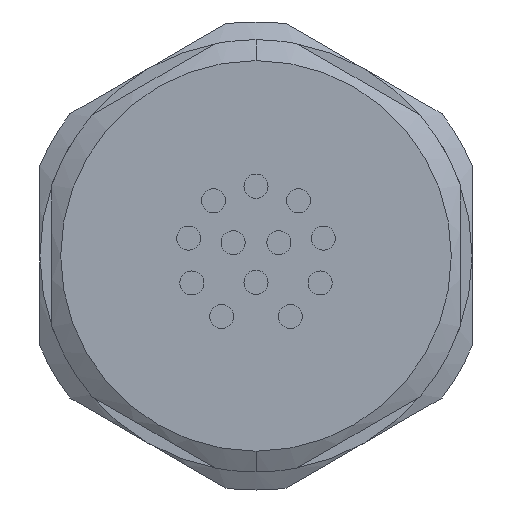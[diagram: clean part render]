
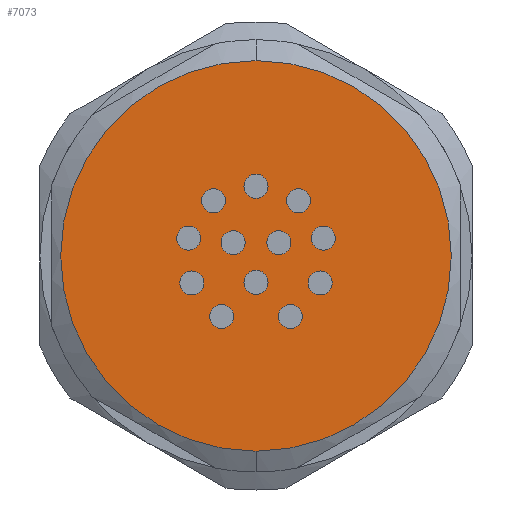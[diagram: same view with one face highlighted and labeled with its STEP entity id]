
A CAD part, left-side view. The second image highlights one B-rep face of the part: STEP entity #7073.
In plain terms, the highlighted planar face has unit normal (-1, 0, 0).
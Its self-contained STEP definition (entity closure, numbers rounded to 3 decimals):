
#834=CARTESIAN_POINT('',(0.,0.,0.));
#835=DIRECTION('',(-1.,0.,0.));
#836=DIRECTION('',(0.,0.,-1.));
#837=AXIS2_PLACEMENT_3D('',#834,#835,#836);
#839=CARTESIAN_POINT('',(0.,0.,0.));
#840=DIRECTION('',(-1.,0.,0.));
#841=DIRECTION('',(0.,0.,1.));
#842=AXIS2_PLACEMENT_3D('',#839,#840,#841);
#844=CARTESIAN_POINT('',(0.,2.672,-1.127));
#845=DIRECTION('',(1.,0.,0.));
#846=DIRECTION('',(0.,0.,1.));
#847=AXIS2_PLACEMENT_3D('',#844,#845,#846);
#849=CARTESIAN_POINT('',(0.,2.672,-1.127));
#850=DIRECTION('',(1.,0.,0.));
#851=DIRECTION('',(0.,0.,-1.));
#852=AXIS2_PLACEMENT_3D('',#849,#850,#851);
#854=CARTESIAN_POINT('',(0.,2.804,0.738));
#855=DIRECTION('',(1.,0.,0.));
#856=DIRECTION('',(0.,0.,1.));
#857=AXIS2_PLACEMENT_3D('',#854,#855,#856);
#859=CARTESIAN_POINT('',(0.,2.804,0.738));
#860=DIRECTION('',(1.,0.,0.));
#861=DIRECTION('',(0.,0.,-1.));
#862=AXIS2_PLACEMENT_3D('',#859,#860,#861);
#864=CARTESIAN_POINT('',(0.,1.77,2.297));
#865=DIRECTION('',(1.,0.,0.));
#866=DIRECTION('',(0.,0.,1.));
#867=AXIS2_PLACEMENT_3D('',#864,#865,#866);
#869=CARTESIAN_POINT('',(0.,1.77,2.297));
#870=DIRECTION('',(1.,0.,0.));
#871=DIRECTION('',(0.,0.,-1.));
#872=AXIS2_PLACEMENT_3D('',#869,#870,#871);
#874=CARTESIAN_POINT('',(0.,0.,2.9));
#875=DIRECTION('',(1.,0.,0.));
#876=DIRECTION('',(0.,0.,1.));
#877=AXIS2_PLACEMENT_3D('',#874,#875,#876);
#879=CARTESIAN_POINT('',(0.,0.,2.9));
#880=DIRECTION('',(1.,0.,0.));
#881=DIRECTION('',(0.,0.,-1.));
#882=AXIS2_PLACEMENT_3D('',#879,#880,#881);
#884=CARTESIAN_POINT('',(0.,-1.77,2.297));
#885=DIRECTION('',(1.,0.,0.));
#886=DIRECTION('',(0.,0.,1.));
#887=AXIS2_PLACEMENT_3D('',#884,#885,#886);
#889=CARTESIAN_POINT('',(0.,-1.77,2.297));
#890=DIRECTION('',(1.,0.,0.));
#891=DIRECTION('',(0.,0.,-1.));
#892=AXIS2_PLACEMENT_3D('',#889,#890,#891);
#894=CARTESIAN_POINT('',(0.,-2.804,0.738));
#895=DIRECTION('',(1.,0.,0.));
#896=DIRECTION('',(0.,0.,1.));
#897=AXIS2_PLACEMENT_3D('',#894,#895,#896);
#899=CARTESIAN_POINT('',(0.,-2.804,0.738));
#900=DIRECTION('',(1.,0.,0.));
#901=DIRECTION('',(0.,0.,-1.));
#902=AXIS2_PLACEMENT_3D('',#899,#900,#901);
#904=CARTESIAN_POINT('',(0.,-0.953,0.55));
#905=DIRECTION('',(1.,0.,0.));
#906=DIRECTION('',(0.,0.,1.));
#907=AXIS2_PLACEMENT_3D('',#904,#905,#906);
#909=CARTESIAN_POINT('',(0.,-0.953,0.55));
#910=DIRECTION('',(1.,0.,0.));
#911=DIRECTION('',(0.,0.,-1.));
#912=AXIS2_PLACEMENT_3D('',#909,#910,#911);
#914=CARTESIAN_POINT('',(0.,0.953,0.55));
#915=DIRECTION('',(1.,0.,0.));
#916=DIRECTION('',(0.,0.,1.));
#917=AXIS2_PLACEMENT_3D('',#914,#915,#916);
#919=CARTESIAN_POINT('',(0.,0.953,0.55));
#920=DIRECTION('',(1.,0.,0.));
#921=DIRECTION('',(0.,0.,-1.));
#922=AXIS2_PLACEMENT_3D('',#919,#920,#921);
#924=CARTESIAN_POINT('',(0.,0.,-1.1));
#925=DIRECTION('',(1.,0.,0.));
#926=DIRECTION('',(0.,0.,1.));
#927=AXIS2_PLACEMENT_3D('',#924,#925,#926);
#929=CARTESIAN_POINT('',(0.,0.,-1.1));
#930=DIRECTION('',(1.,0.,0.));
#931=DIRECTION('',(0.,0.,-1.));
#932=AXIS2_PLACEMENT_3D('',#929,#930,#931);
#934=CARTESIAN_POINT('',(0.,1.428,-2.524));
#935=DIRECTION('',(1.,0.,0.));
#936=DIRECTION('',(0.,0.,1.));
#937=AXIS2_PLACEMENT_3D('',#934,#935,#936);
#939=CARTESIAN_POINT('',(0.,1.428,-2.524));
#940=DIRECTION('',(1.,0.,0.));
#941=DIRECTION('',(0.,0.,-1.));
#942=AXIS2_PLACEMENT_3D('',#939,#940,#941);
#944=CARTESIAN_POINT('',(0.,-1.428,-2.524));
#945=DIRECTION('',(1.,0.,0.));
#946=DIRECTION('',(0.,0.,1.));
#947=AXIS2_PLACEMENT_3D('',#944,#945,#946);
#949=CARTESIAN_POINT('',(0.,-1.428,-2.524));
#950=DIRECTION('',(1.,0.,0.));
#951=DIRECTION('',(0.,0.,-1.));
#952=AXIS2_PLACEMENT_3D('',#949,#950,#951);
#954=CARTESIAN_POINT('',(0.,-2.672,-1.127));
#955=DIRECTION('',(1.,0.,0.));
#956=DIRECTION('',(0.,0.,1.));
#957=AXIS2_PLACEMENT_3D('',#954,#955,#956);
#959=CARTESIAN_POINT('',(0.,-2.672,-1.127));
#960=DIRECTION('',(1.,0.,0.));
#961=DIRECTION('',(0.,0.,-1.));
#962=AXIS2_PLACEMENT_3D('',#959,#960,#961);
#4878=CARTESIAN_POINT('',(0.,0.,-1.6));
#4879=CARTESIAN_POINT('',(0.,0.,-0.6));
#4880=VERTEX_POINT('',#4878);
#4881=VERTEX_POINT('',#4879);
#4886=CARTESIAN_POINT('',(0.,1.428,-2.024));
#4888=VERTEX_POINT('',#4886);
#4970=CARTESIAN_POINT('',(0.,0.953,1.05));
#4971=CARTESIAN_POINT('',(0.,0.953,0.05));
#4972=VERTEX_POINT('',#4970);
#4973=VERTEX_POINT('',#4971);
#5178=CARTESIAN_POINT('',(0.,0.,2.4));
#5179=CARTESIAN_POINT('',(0.,0.,3.4));
#5180=VERTEX_POINT('',#5178);
#5181=VERTEX_POINT('',#5179);
#5228=CARTESIAN_POINT('',(0.,2.804,1.238));
#5229=CARTESIAN_POINT('',(0.,2.804,0.238));
#5230=VERTEX_POINT('',#5228);
#5231=VERTEX_POINT('',#5229);
#5303=CARTESIAN_POINT('',(0.,-1.77,2.797));
#5305=VERTEX_POINT('',#5303);
#5331=CARTESIAN_POINT('',(0.,-1.428,-2.024));
#5332=CARTESIAN_POINT('',(0.,-1.428,-3.024));
#5333=VERTEX_POINT('',#5331);
#5334=VERTEX_POINT('',#5332);
#5367=CARTESIAN_POINT('',(0.,-2.804,0.238));
#5368=CARTESIAN_POINT('',(0.,-2.804,1.238));
#5369=VERTEX_POINT('',#5367);
#5370=VERTEX_POINT('',#5368);
#5490=CARTESIAN_POINT('',(0.,1.77,1.797));
#5491=VERTEX_POINT('',#5490);
#5546=CARTESIAN_POINT('',(0.,-1.77,1.797));
#5548=VERTEX_POINT('',#5546);
#5550=CARTESIAN_POINT('',(0.,2.672,-1.627));
#5552=VERTEX_POINT('',#5550);
#5560=CARTESIAN_POINT('',(0.,1.77,2.797));
#5561=VERTEX_POINT('',#5560);
#5570=CARTESIAN_POINT('',(0.,-2.672,-0.627));
#5571=CARTESIAN_POINT('',(0.,-2.672,-1.627));
#5572=VERTEX_POINT('',#5570);
#5573=VERTEX_POINT('',#5571);
#5738=CARTESIAN_POINT('',(0.,-0.953,0.05));
#5739=CARTESIAN_POINT('',(0.,-0.953,1.05));
#5740=VERTEX_POINT('',#5738);
#5741=VERTEX_POINT('',#5739);
#5743=CARTESIAN_POINT('',(0.,0.,-8.134));
#5745=VERTEX_POINT('',#5743);
#5861=CARTESIAN_POINT('',(0.,1.428,-3.024));
#5862=VERTEX_POINT('',#5861);
#5893=CARTESIAN_POINT('',(0.,2.672,-0.627));
#5894=VERTEX_POINT('',#5893);
#5960=CARTESIAN_POINT('',(0.,0.,8.134));
#5961=VERTEX_POINT('',#5960);
#6992=CARTESIAN_POINT('',(0.,0.,0.));
#6993=DIRECTION('',(-1.,0.,0.));
#6994=DIRECTION('',(0.,0.,1.));
#6995=AXIS2_PLACEMENT_3D('',#6992,#6993,#6994);
#6996=PLANE('',#6995);
#6997=ORIENTED_EDGE('',*,*,#6962,.F.);
#6998=ORIENTED_EDGE('',*,*,#6972,.F.);
#6999=EDGE_LOOP('',(#6997,#6998));
#7000=FACE_OUTER_BOUND('',#6999,.F.);
#7002=ORIENTED_EDGE('',*,*,#7001,.F.);
#7004=ORIENTED_EDGE('',*,*,#7003,.F.);
#7005=EDGE_LOOP('',(#7002,#7004));
#7006=FACE_BOUND('',#7005,.F.);
#7008=ORIENTED_EDGE('',*,*,#7007,.F.);
#7010=ORIENTED_EDGE('',*,*,#7009,.F.);
#7011=EDGE_LOOP('',(#7008,#7010));
#7012=FACE_BOUND('',#7011,.F.);
#7014=ORIENTED_EDGE('',*,*,#7013,.F.);
#7016=ORIENTED_EDGE('',*,*,#7015,.F.);
#7017=EDGE_LOOP('',(#7014,#7016));
#7018=FACE_BOUND('',#7017,.F.);
#7020=ORIENTED_EDGE('',*,*,#7019,.F.);
#7022=ORIENTED_EDGE('',*,*,#7021,.F.);
#7023=EDGE_LOOP('',(#7020,#7022));
#7024=FACE_BOUND('',#7023,.F.);
#7026=ORIENTED_EDGE('',*,*,#7025,.F.);
#7028=ORIENTED_EDGE('',*,*,#7027,.F.);
#7029=EDGE_LOOP('',(#7026,#7028));
#7030=FACE_BOUND('',#7029,.F.);
#7032=ORIENTED_EDGE('',*,*,#7031,.F.);
#7034=ORIENTED_EDGE('',*,*,#7033,.F.);
#7035=EDGE_LOOP('',(#7032,#7034));
#7036=FACE_BOUND('',#7035,.F.);
#7038=ORIENTED_EDGE('',*,*,#7037,.F.);
#7040=ORIENTED_EDGE('',*,*,#7039,.F.);
#7041=EDGE_LOOP('',(#7038,#7040));
#7042=FACE_BOUND('',#7041,.F.);
#7044=ORIENTED_EDGE('',*,*,#7043,.F.);
#7046=ORIENTED_EDGE('',*,*,#7045,.F.);
#7047=EDGE_LOOP('',(#7044,#7046));
#7048=FACE_BOUND('',#7047,.F.);
#7050=ORIENTED_EDGE('',*,*,#7049,.F.);
#7052=ORIENTED_EDGE('',*,*,#7051,.F.);
#7053=EDGE_LOOP('',(#7050,#7052));
#7054=FACE_BOUND('',#7053,.F.);
#7056=ORIENTED_EDGE('',*,*,#7055,.F.);
#7058=ORIENTED_EDGE('',*,*,#7057,.F.);
#7059=EDGE_LOOP('',(#7056,#7058));
#7060=FACE_BOUND('',#7059,.F.);
#7062=ORIENTED_EDGE('',*,*,#7061,.F.);
#7064=ORIENTED_EDGE('',*,*,#7063,.F.);
#7065=EDGE_LOOP('',(#7062,#7064));
#7066=FACE_BOUND('',#7065,.F.);
#7068=ORIENTED_EDGE('',*,*,#7067,.F.);
#7070=ORIENTED_EDGE('',*,*,#7069,.F.);
#7071=EDGE_LOOP('',(#7068,#7070));
#7072=FACE_BOUND('',#7071,.F.);
#7073=ADVANCED_FACE('',(#7000,#7006,#7012,#7018,#7024,#7030,#7036,#7042,#7048,
#7054,#7060,#7066,#7072),#6996,.T.);
#838=CIRCLE('',#837,8.134);
#843=CIRCLE('',#842,8.134);
#848=CIRCLE('',#847,0.5);
#853=CIRCLE('',#852,0.5);
#858=CIRCLE('',#857,0.5);
#863=CIRCLE('',#862,0.5);
#868=CIRCLE('',#867,0.5);
#873=CIRCLE('',#872,0.5);
#878=CIRCLE('',#877,0.5);
#883=CIRCLE('',#882,0.5);
#888=CIRCLE('',#887,0.5);
#893=CIRCLE('',#892,0.5);
#898=CIRCLE('',#897,0.5);
#903=CIRCLE('',#902,0.5);
#908=CIRCLE('',#907,0.5);
#913=CIRCLE('',#912,0.5);
#918=CIRCLE('',#917,0.5);
#923=CIRCLE('',#922,0.5);
#928=CIRCLE('',#927,0.5);
#933=CIRCLE('',#932,0.5);
#938=CIRCLE('',#937,0.5);
#943=CIRCLE('',#942,0.5);
#948=CIRCLE('',#947,0.5);
#953=CIRCLE('',#952,0.5);
#958=CIRCLE('',#957,0.5);
#963=CIRCLE('',#962,0.5);
#6962=EDGE_CURVE('',#5745,#5961,#838,.T.);
#6972=EDGE_CURVE('',#5961,#5745,#843,.T.);
#7001=EDGE_CURVE('',#5894,#5552,#848,.T.);
#7003=EDGE_CURVE('',#5552,#5894,#853,.T.);
#7007=EDGE_CURVE('',#5230,#5231,#858,.T.);
#7009=EDGE_CURVE('',#5231,#5230,#863,.T.);
#7013=EDGE_CURVE('',#5561,#5491,#868,.T.);
#7015=EDGE_CURVE('',#5491,#5561,#873,.T.);
#7019=EDGE_CURVE('',#5181,#5180,#878,.T.);
#7021=EDGE_CURVE('',#5180,#5181,#883,.T.);
#7025=EDGE_CURVE('',#5305,#5548,#888,.T.);
#7027=EDGE_CURVE('',#5548,#5305,#893,.T.);
#7031=EDGE_CURVE('',#5370,#5369,#898,.T.);
#7033=EDGE_CURVE('',#5369,#5370,#903,.T.);
#7037=EDGE_CURVE('',#5741,#5740,#908,.T.);
#7039=EDGE_CURVE('',#5740,#5741,#913,.T.);
#7043=EDGE_CURVE('',#4972,#4973,#918,.T.);
#7045=EDGE_CURVE('',#4973,#4972,#923,.T.);
#7049=EDGE_CURVE('',#4881,#4880,#928,.T.);
#7051=EDGE_CURVE('',#4880,#4881,#933,.T.);
#7055=EDGE_CURVE('',#4888,#5862,#938,.T.);
#7057=EDGE_CURVE('',#5862,#4888,#943,.T.);
#7061=EDGE_CURVE('',#5333,#5334,#948,.T.);
#7063=EDGE_CURVE('',#5334,#5333,#953,.T.);
#7067=EDGE_CURVE('',#5572,#5573,#958,.T.);
#7069=EDGE_CURVE('',#5573,#5572,#963,.T.);
